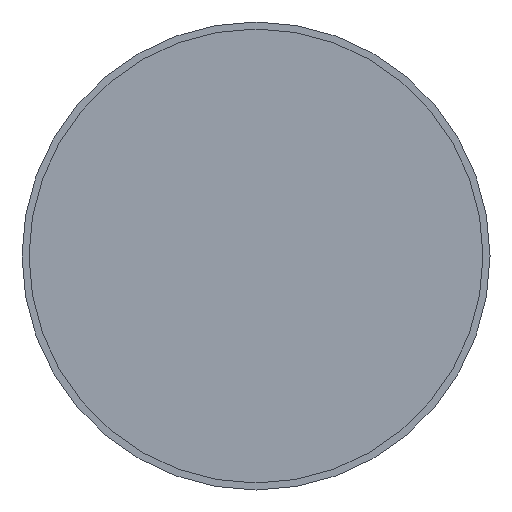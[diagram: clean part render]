
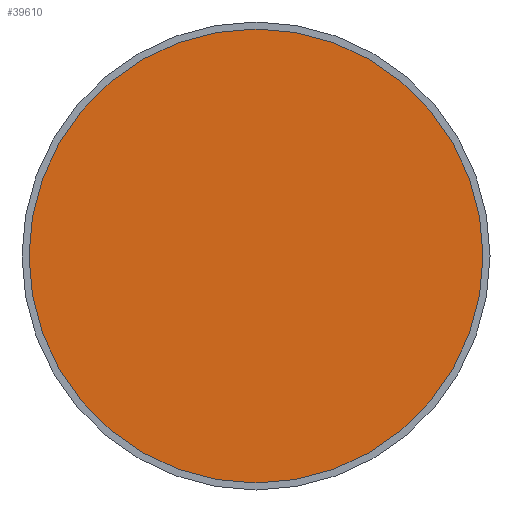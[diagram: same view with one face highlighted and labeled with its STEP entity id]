
A CAD part, front view. The second image highlights one B-rep face of the part: STEP entity #39610.
In plain terms, the highlighted planar face has unit normal (0, -1, 0).
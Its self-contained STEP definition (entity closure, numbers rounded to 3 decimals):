
#11771=CARTESIAN_POINT('',(0.,-31.,0.));
#11772=DIRECTION('',(0.,1.,0.));
#11773=DIRECTION('',(1.,0.,0.));
#11774=AXIS2_PLACEMENT_3D('',#11771,#11772,#11773);
#11776=CARTESIAN_POINT('',(0.,-31.,0.));
#11777=DIRECTION('',(0.,1.,0.));
#11778=DIRECTION('',(-1.,0.,0.));
#11779=AXIS2_PLACEMENT_3D('',#11776,#11777,#11778);
#36194=CARTESIAN_POINT('',(436.5,-31.,0.));
#36195=CARTESIAN_POINT('',(-436.5,-31.,0.));
#36196=VERTEX_POINT('',#36194);
#36197=VERTEX_POINT('',#36195);
#39600=CARTESIAN_POINT('',(0.,-31.,0.));
#39601=DIRECTION('',(0.,1.,0.));
#39602=DIRECTION('',(0.,0.,-1.));
#39603=AXIS2_PLACEMENT_3D('',#39600,#39601,#39602);
#39604=PLANE('',#39603);
#39605=ORIENTED_EDGE('',*,*,#39590,.T.);
#39607=ORIENTED_EDGE('',*,*,#39606,.T.);
#39608=EDGE_LOOP('',(#39605,#39607));
#39609=FACE_OUTER_BOUND('',#39608,.F.);
#11775=CIRCLE('',#11774,436.5);
#11780=CIRCLE('',#11779,436.5);
#39590=EDGE_CURVE('',#36196,#36197,#11775,.T.);
#39606=EDGE_CURVE('',#36197,#36196,#11780,.T.);
#39610=ADVANCED_FACE('',(#39609),#39604,.F.);
